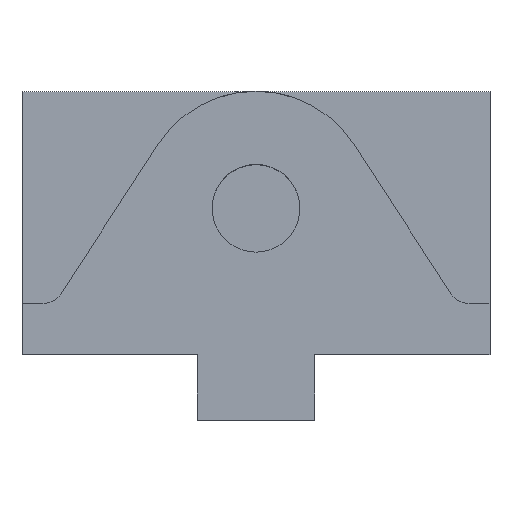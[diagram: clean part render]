
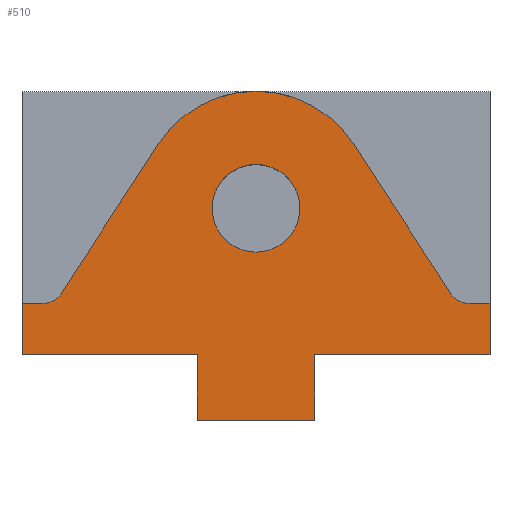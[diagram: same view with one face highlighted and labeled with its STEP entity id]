
A CAD part, top view. The second image highlights one B-rep face of the part: STEP entity #510.
In plain terms, the highlighted planar face has unit normal (0, 0, 1).
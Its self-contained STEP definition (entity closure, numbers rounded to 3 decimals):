
#34=FACE_BOUND('',#110,.T.);
#42=CIRCLE('',#552,3.);
#44=CIRCLE('',#556,3.);
#45=CIRCLE('',#559,6.);
#47=CIRCLE('',#565,16.);
#76=FACE_OUTER_BOUND('',#109,.T.);
#109=EDGE_LOOP('',(#443,#444,#445,#446,#447,#448,#449,#450,#451,#452,#453,
#454,#455,#456));
#110=EDGE_LOOP('',(#457));
#113=LINE('',#722,#163);
#119=LINE('',#735,#169);
#130=LINE('',#854,#180);
#135=LINE('',#869,#185);
#139=LINE('',#882,#189);
#142=LINE('',#887,#192);
#146=LINE('',#899,#196);
#150=LINE('',#906,#200);
#152=LINE('',#912,#202);
#156=LINE('',#919,#206);
#161=LINE('',#927,#211);
#163=VECTOR('',#583,10.);
#169=VECTOR('',#591,10.);
#180=VECTOR('',#636,10.);
#185=VECTOR('',#649,10.);
#189=VECTOR('',#663,10.);
#192=VECTOR('',#668,10.);
#196=VECTOR('',#682,10.);
#200=VECTOR('',#690,10.);
#202=VECTOR('',#696,10.);
#206=VECTOR('',#702,10.);
#211=VECTOR('',#711,10.);
#213=VERTEX_POINT('',#719);
#214=VERTEX_POINT('',#721);
#219=VERTEX_POINT('',#732);
#220=VERTEX_POINT('',#734);
#236=VERTEX_POINT('',#847);
#237=VERTEX_POINT('',#849);
#238=VERTEX_POINT('',#853);
#242=VERTEX_POINT('',#862);
#243=VERTEX_POINT('',#864);
#244=VERTEX_POINT('',#868);
#246=VERTEX_POINT('',#874);
#248=VERTEX_POINT('',#881);
#250=VERTEX_POINT('',#890);
#254=VERTEX_POINT('',#910);
#255=VERTEX_POINT('',#911);
#260=EDGE_CURVE('',#214,#213,#113,.T.);
#266=EDGE_CURVE('',#220,#219,#119,.T.);
#287=EDGE_CURVE('',#236,#237,#42,.T.);
#289=EDGE_CURVE('',#238,#237,#130,.T.);
#294=EDGE_CURVE('',#242,#243,#44,.T.);
#296=EDGE_CURVE('',#244,#243,#135,.T.);
#299=EDGE_CURVE('',#246,#246,#45,.T.);
#302=EDGE_CURVE('',#248,#220,#139,.T.);
#305=EDGE_CURVE('',#213,#248,#142,.T.);
#307=EDGE_CURVE('',#250,#244,#47,.T.);
#312=EDGE_CURVE('',#236,#250,#146,.T.);
#316=EDGE_CURVE('',#242,#214,#150,.T.);
#318=EDGE_CURVE('',#254,#255,#152,.T.);
#322=EDGE_CURVE('',#219,#254,#156,.T.);
#327=EDGE_CURVE('',#255,#238,#161,.T.);
#443=ORIENTED_EDGE('',*,*,#302,.T.);
#444=ORIENTED_EDGE('',*,*,#266,.T.);
#445=ORIENTED_EDGE('',*,*,#322,.T.);
#446=ORIENTED_EDGE('',*,*,#318,.T.);
#447=ORIENTED_EDGE('',*,*,#327,.T.);
#448=ORIENTED_EDGE('',*,*,#289,.T.);
#449=ORIENTED_EDGE('',*,*,#287,.F.);
#450=ORIENTED_EDGE('',*,*,#312,.T.);
#451=ORIENTED_EDGE('',*,*,#307,.T.);
#452=ORIENTED_EDGE('',*,*,#296,.T.);
#453=ORIENTED_EDGE('',*,*,#294,.F.);
#454=ORIENTED_EDGE('',*,*,#316,.T.);
#455=ORIENTED_EDGE('',*,*,#260,.T.);
#456=ORIENTED_EDGE('',*,*,#305,.T.);
#457=ORIENTED_EDGE('',*,*,#299,.T.);
#482=PLANE('',#576);
#510=ADVANCED_FACE('',(#76,#34),#482,.T.);
#552=AXIS2_PLACEMENT_3D('',#850,#631,#632);
#556=AXIS2_PLACEMENT_3D('',#865,#644,#645);
#559=AXIS2_PLACEMENT_3D('',#875,#654,#655);
#565=AXIS2_PLACEMENT_3D('',#891,#672,#673);
#576=AXIS2_PLACEMENT_3D('',#928,#712,#713);
#583=DIRECTION('',(0.,-1.,0.));
#591=DIRECTION('',(1.,0.,0.));
#631=DIRECTION('center_axis',(0.,0.,1.));
#632=DIRECTION('ref_axis',(-0.477,-0.879,0.));
#636=DIRECTION('',(-1.,0.,0.));
#644=DIRECTION('center_axis',(0.,0.,1.));
#645=DIRECTION('ref_axis',(0.477,-0.879,0.));
#649=DIRECTION('',(-0.545,-0.839,0.));
#654=DIRECTION('center_axis',(0.,0.,-1.));
#655=DIRECTION('ref_axis',(1.,0.,0.));
#663=DIRECTION('',(0.,-1.,0.));
#668=DIRECTION('',(1.,0.,0.));
#672=DIRECTION('center_axis',(0.,0.,1.));
#673=DIRECTION('ref_axis',(-1.,0.,0.));
#682=DIRECTION('',(-0.545,0.839,0.));
#690=DIRECTION('',(-1.,0.,0.));
#696=DIRECTION('',(1.,0.,0.));
#702=DIRECTION('',(0.,1.,0.));
#711=DIRECTION('',(0.,1.,0.));
#712=DIRECTION('center_axis',(0.,0.,1.));
#713=DIRECTION('ref_axis',(1.,0.,0.));
#719=CARTESIAN_POINT('',(0.,9.,0.));
#721=CARTESIAN_POINT('',(0.,16.,0.));
#722=CARTESIAN_POINT('',(0.,45.,0.));
#732=CARTESIAN_POINT('',(40.,0.,0.));
#734=CARTESIAN_POINT('',(24.,0.,0.));
#735=CARTESIAN_POINT('',(0.,0.,0.));
#847=CARTESIAN_POINT('',(58.633,17.366,0.));
#849=CARTESIAN_POINT('',(61.149,16.,0.));
#850=CARTESIAN_POINT('Origin',(61.149,19.,0.));
#853=CARTESIAN_POINT('',(64.,16.,0.));
#854=CARTESIAN_POINT('',(48.,16.,0.));
#862=CARTESIAN_POINT('',(2.851,16.,0.));
#864=CARTESIAN_POINT('',(5.367,17.366,0.));
#865=CARTESIAN_POINT('Origin',(2.851,19.,0.));
#868=CARTESIAN_POINT('',(18.581,37.714,0.));
#869=CARTESIAN_POINT('',(17.097,35.428,0.));
#874=CARTESIAN_POINT('',(26.,29.,0.));
#875=CARTESIAN_POINT('Origin',(32.,29.,0.));
#881=CARTESIAN_POINT('',(24.,9.,0.));
#882=CARTESIAN_POINT('',(24.,15.75,0.));
#887=CARTESIAN_POINT('',(16.,9.,0.));
#890=CARTESIAN_POINT('',(45.419,37.714,0.));
#891=CARTESIAN_POINT('Origin',(32.,29.,0.));
#899=CARTESIAN_POINT('',(53.954,24.571,0.));
#906=CARTESIAN_POINT('',(18.24,16.,0.));
#910=CARTESIAN_POINT('',(40.,9.,0.));
#911=CARTESIAN_POINT('',(64.,9.,0.));
#912=CARTESIAN_POINT('',(36.,9.,0.));
#919=CARTESIAN_POINT('',(40.,11.25,0.));
#927=CARTESIAN_POINT('',(64.,0.,0.));
#928=CARTESIAN_POINT('Origin',(32.,22.5,0.));
